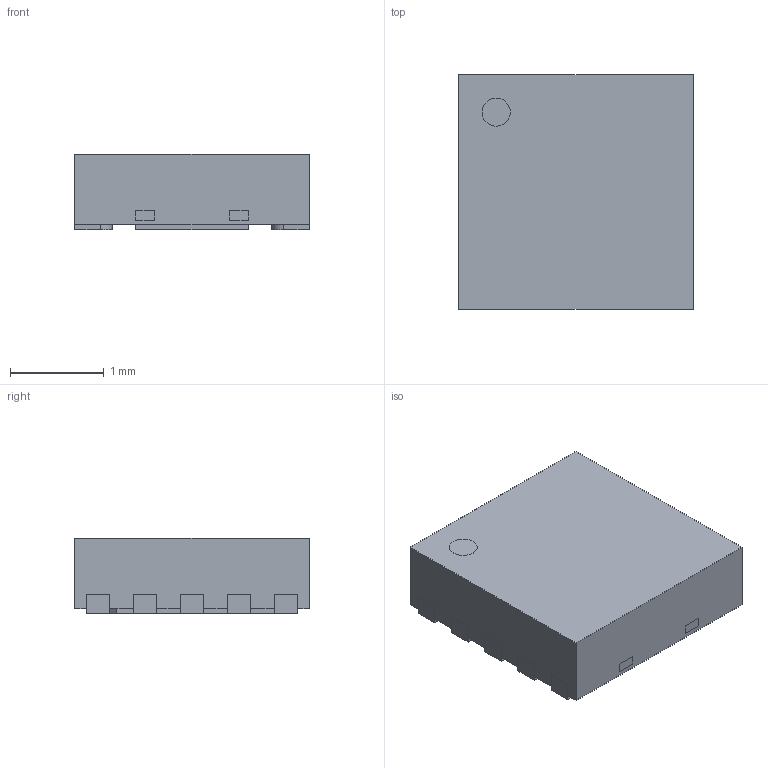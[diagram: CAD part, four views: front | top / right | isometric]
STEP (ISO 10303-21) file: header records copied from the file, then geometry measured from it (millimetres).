
FILE_DESCRIPTION (( 'STEP AP214' ), '1' );
FILE_NAME ('WSON10_2.5x2.5_P0.STEP', '2019-03-12T12:07:36', ( '' ), ( '' ), 'SwSTEP 2.0', 'SolidWorks 2018', '' );
FILE_SCHEMA (( 'AUTOMOTIVE_DESIGN' ));
Length unit declared in the file: millimetre
Products named in the file (4): BODY-SON.stp; WSON10_2-prt1.stp; WSON10_2.5x2.5_P0; WSON10_2.5x2.5_P0.5.stp
Assembly tree (3 placements, depth 3):
  WSON10_2.5x2.5_P0
    WSON10_2.5x2.5_P0.5.stp
      BODY-SON.stp
      WSON10_2-prt1.stp
Bounding box: 2.5 x 2.5 x 0.8 mm (x, y, z)
Volume: 4.9 mm3; surface area: 36.4 mm2
Topology: 12 solids, 12 shells, 180 faces, 468 edges, 312 vertices
Faces by surface type: plane 138, cylinder 42
Entity records: 6829 total; most frequent: CARTESIAN_POINT 967, ORIENTED_EDGE 936, DIRECTION 926, EDGE_CURVE 468, LINE 384, VECTOR 384, VERTEX_POINT 312, AXIS2_PLACEMENT_3D 271
